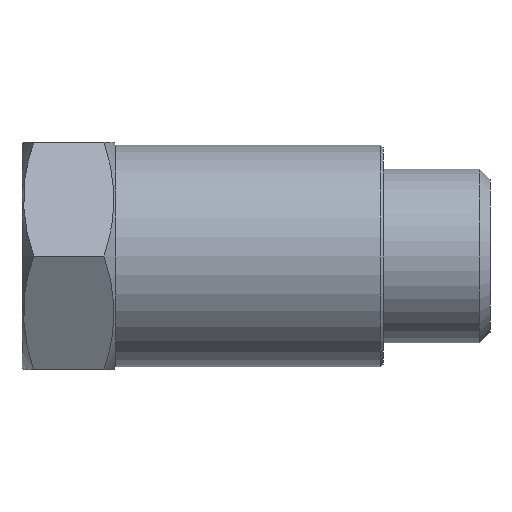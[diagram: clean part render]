
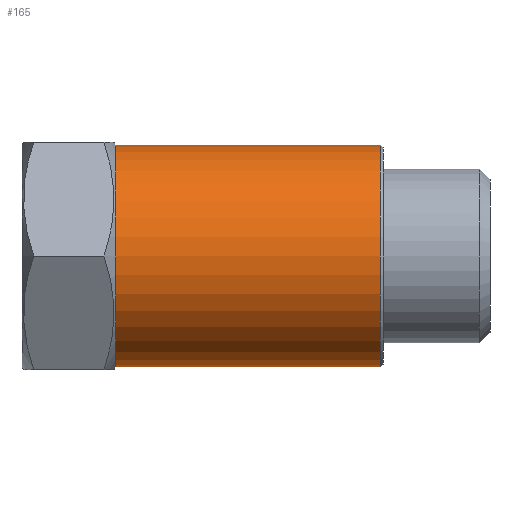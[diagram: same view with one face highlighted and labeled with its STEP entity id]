
A CAD part, left-side view. The second image highlights one B-rep face of the part: STEP entity #165.
In plain terms, the highlighted cylindrical face has radius 8.3 mm (diameter 16.6 mm), a partial arc.
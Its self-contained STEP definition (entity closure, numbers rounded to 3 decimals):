
#153 = EDGE_CURVE ( 'NONE', #421, #417, #509, .T. ) ;
#162 = ORIENTED_EDGE ( 'NONE', *, *, #414, .F. ) ;
#164 = ORIENTED_EDGE ( 'NONE', *, *, #425, .T. ) ;
#165 = ADVANCED_FACE ( 'NONE', ( #504 ), #561, .T. ) ;
#173 = EDGE_LOOP ( 'NONE', ( #162, #174, #164, #182 ) ) ;
#174 = ORIENTED_EDGE ( 'NONE', *, *, #153, .T. ) ;
#182 = ORIENTED_EDGE ( 'NONE', *, *, #188, .F. ) ;
#188 = EDGE_CURVE ( 'NONE', #399, #406, #570, .T. ) ;
#399 = VERTEX_POINT ( 'NONE', #869 ) ;
#406 = VERTEX_POINT ( 'NONE', #904 ) ;
#414 = EDGE_CURVE ( 'NONE', #421, #399, #896, .T. ) ;
#417 = VERTEX_POINT ( 'NONE', #956 ) ;
#421 = VERTEX_POINT ( 'NONE', #951 ) ;
#425 = EDGE_CURVE ( 'NONE', #417, #406, #944, .T. ) ;
#504 = FACE_OUTER_BOUND ( 'NONE', #173, .T. ) ;
#505 = DIRECTION ( 'NONE',  ( 0., 0., -1. ) ) ;
#506 = DIRECTION ( 'NONE',  ( 0., -1., 0. ) ) ;
#507 = CARTESIAN_POINT ( 'NONE',  ( 0., 28., 0. ) ) ;
#508 = AXIS2_PLACEMENT_3D ( 'NONE', #507, #506, #505 ) ;
#509 = CIRCLE ( 'NONE', #508, 8.3 ) ;
#545 = DIRECTION ( 'NONE',  ( 0., 0., -1. ) ) ;
#546 = DIRECTION ( 'NONE',  ( 0., -1., 0. ) ) ;
#547 = AXIS2_PLACEMENT_3D ( 'NONE', #560, #546, #545 ) ;
#560 = CARTESIAN_POINT ( 'NONE',  ( 0., -10.197, 0. ) ) ;
#561 = CYLINDRICAL_SURFACE ( 'NONE', #547, 8.3 ) ;
#566 = DIRECTION ( 'NONE',  ( 0., 0., -1. ) ) ;
#567 = DIRECTION ( 'NONE',  ( 0., -1., 0. ) ) ;
#568 = CARTESIAN_POINT ( 'NONE',  ( 0., 8.2, 0. ) ) ;
#569 = AXIS2_PLACEMENT_3D ( 'NONE', #568, #567, #566 ) ;
#570 = CIRCLE ( 'NONE', #569, 8.3 ) ;
#869 = CARTESIAN_POINT ( 'NONE',  ( 0., 8.2, 8.3 ) ) ;
#895 = CARTESIAN_POINT ( 'NONE',  ( 0., -10.197, 8.3 ) ) ;
#896 = LINE ( 'NONE', #895, #958 ) ;
#904 = CARTESIAN_POINT ( 'NONE',  ( 0., 8.2, -8.3 ) ) ;
#941 = DIRECTION ( 'NONE',  ( 0., -1., 0. ) ) ;
#942 = VECTOR ( 'NONE', #941, 1000. ) ;
#943 = CARTESIAN_POINT ( 'NONE',  ( 0., -10.197, -8.3 ) ) ;
#944 = LINE ( 'NONE', #943, #942 ) ;
#951 = CARTESIAN_POINT ( 'NONE',  ( 0., 28., 8.3 ) ) ;
#956 = CARTESIAN_POINT ( 'NONE',  ( 0., 28., -8.3 ) ) ;
#957 = DIRECTION ( 'NONE',  ( 0., -1., 0. ) ) ;
#958 = VECTOR ( 'NONE', #957, 1000. ) ;
